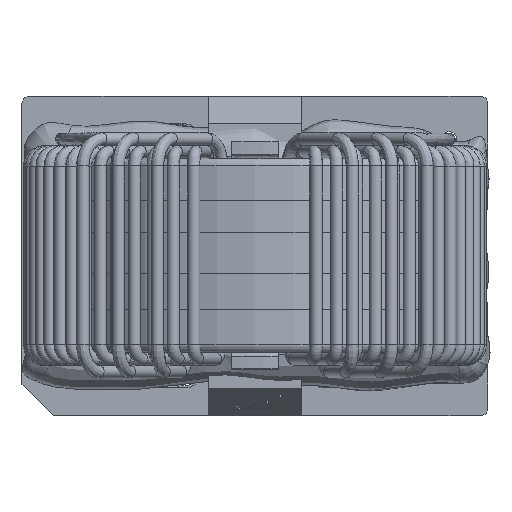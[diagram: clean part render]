
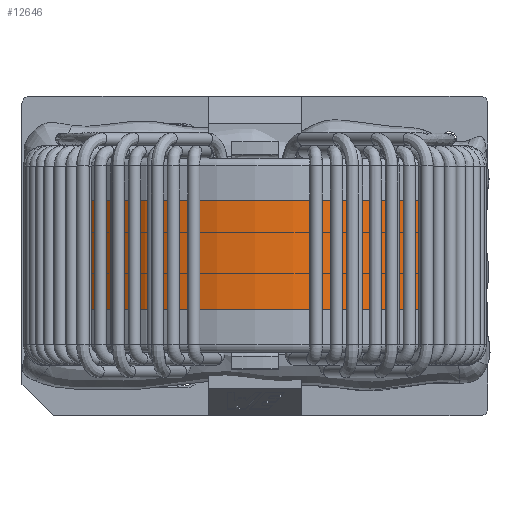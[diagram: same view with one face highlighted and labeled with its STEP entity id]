
A CAD part, top view. The second image highlights one B-rep face of the part: STEP entity #12646.
In plain terms, the highlighted cylindrical face has radius 14.155 mm (diameter 28.31 mm), a full revolution.
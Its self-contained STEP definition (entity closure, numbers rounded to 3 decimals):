
#504=CYLINDRICAL_SURFACE('',#17238,14.155);
#1152=CIRCLE('',#17239,14.155);
#1153=CIRCLE('',#17240,14.155);
#3136=ORIENTED_EDGE('',*,*,#5300,.T.);
#3137=ORIENTED_EDGE('',*,*,#5301,.F.);
#5300=EDGE_CURVE('',#6692,#6692,#1152,.T.);
#5301=EDGE_CURVE('',#6693,#6693,#1153,.T.);
#6692=VERTEX_POINT('',#50665);
#6693=VERTEX_POINT('',#50667);
#9971=EDGE_LOOP('',(#3136));
#9972=EDGE_LOOP('',(#3137));
#11379=FACE_BOUND('',#9971,.T.);
#11380=FACE_BOUND('',#9972,.T.);
#12646=ADVANCED_FACE('',(#11379,#11380),#504,.T.);
#17238=AXIS2_PLACEMENT_3D('',#50663,#20029,#20030);
#17239=AXIS2_PLACEMENT_3D('',#50664,#20031,#20032);
#17240=AXIS2_PLACEMENT_3D('',#50666,#20033,#20034);
#20029=DIRECTION('',(0.,1.,0.));
#20030=DIRECTION('',(0.,0.,1.));
#20031=DIRECTION('',(0.,1.,0.));
#20032=DIRECTION('',(1.,0.,0.));
#20033=DIRECTION('',(0.,1.,0.));
#20034=DIRECTION('',(1.,0.,0.));
#50663=CARTESIAN_POINT('',(0.,-3.5,0.));
#50664=CARTESIAN_POINT('',(0.,-3.5,0.));
#50665=CARTESIAN_POINT('',(14.155,-3.5,0.));
#50666=CARTESIAN_POINT('',(0.,3.5,0.));
#50667=CARTESIAN_POINT('',(14.155,3.5,0.));
